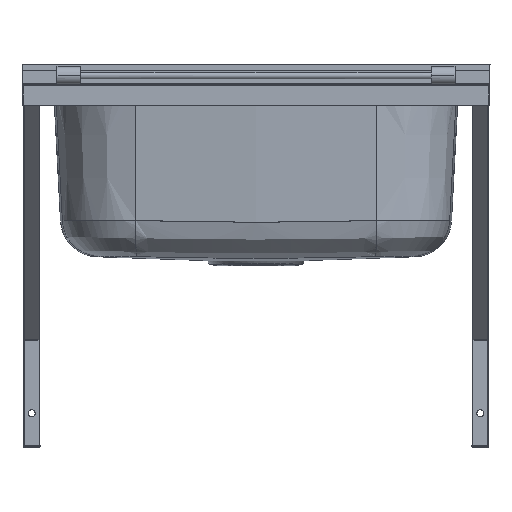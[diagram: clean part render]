
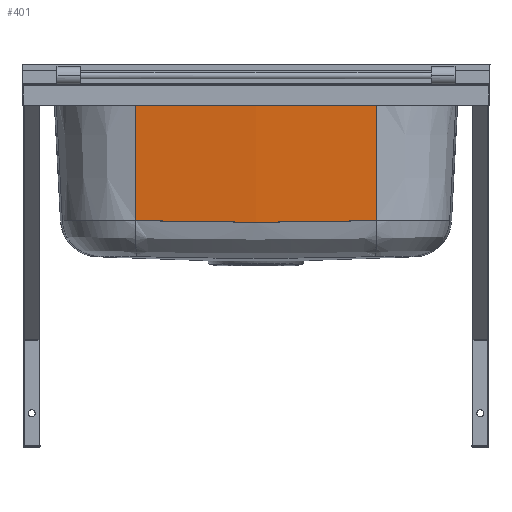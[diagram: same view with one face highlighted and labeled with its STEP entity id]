
A CAD part, front view. The second image highlights one B-rep face of the part: STEP entity #401.
In plain terms, the highlighted free-form (B-spline) face has degree [3, 3] with [6, 4] control points.
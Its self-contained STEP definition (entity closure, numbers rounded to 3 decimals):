
#17=B_SPLINE_SURFACE_WITH_KNOTS('',3,3,((#16178,#16179,#16180,#16181),(#16182,
#16183,#16184,#16185),(#16186,#16187,#16188,#16189),(#16190,#16191,#16192,
#16193),(#16194,#16195,#16196,#16197),(#16198,#16199,#16200,#16201)),
 .UNSPECIFIED.,.F.,.F.,.F.,(4,1,1,4),(4,4),(0.,5.715,291.456,
297.171),(0.,159.833),.UNSPECIFIED.);
#401=ADVANCED_FACE('',(#928),#17,.T.);
#928=FACE_OUTER_BOUND('',#1485,.T.);
#1485=EDGE_LOOP('',(#2930,#2931,#2932,#2933));
#2930=ORIENTED_EDGE('',*,*,#4832,.F.);
#2931=ORIENTED_EDGE('',*,*,#4847,.F.);
#2932=ORIENTED_EDGE('',*,*,#4863,.T.);
#2933=ORIENTED_EDGE('',*,*,#4848,.T.);
#4832=EDGE_CURVE('',#7111,#7112,#6267,.T.);
#4847=EDGE_CURVE('',#7121,#7111,#6277,.T.);
#4848=EDGE_CURVE('',#7122,#7112,#6278,.T.);
#4863=EDGE_CURVE('',#7121,#7122,#6288,.T.);
#6267=B_SPLINE_CURVE_WITH_KNOTS('',3,(#21296,#21297,#21298,#21299,#21300,
#21301),.UNSPECIFIED.,.F.,.F.,(4,1,1,4),(0.,95.213,190.426,
285.639),.UNSPECIFIED.);
#6277=B_SPLINE_CURVE_WITH_KNOTS('',1,(#21422,#21423),.UNSPECIFIED.,.F.,
 .F.,(2,2),(-151.702,0.),.UNSPECIFIED.);
#6278=B_SPLINE_CURVE_WITH_KNOTS('',1,(#21424,#21425),.UNSPECIFIED.,.F.,
 .F.,(2,2),(0.,151.702),.UNSPECIFIED.);
#6288=B_SPLINE_CURVE_WITH_KNOTS('',3,(#21542,#21543,#21544,#21545,#21546,
#21547,#21548,#21549,#21550,#21551,#21552,#21553,#21554,#21555,#21556,#21557,
#21558,#21559,#21560,#21561,#21562,#21563,#21564,#21565,#21566,#21567),
 .UNSPECIFIED.,.F.,.F.,(4,1,1,1,1,1,1,1,1,1,1,1,1,1,1,1,1,1,1,1,1,1,1,4),
(-284.851,-272.466,-260.081,-247.697,
-235.312,-222.927,-210.542,-198.157,
-185.772,-173.388,-161.003,-148.618,
-136.233,-123.848,-111.463,-99.079,
-86.694,-74.309,-61.924,-49.539,-37.154,
-24.77,-12.385,0.),.UNSPECIFIED.);
#7111=VERTEX_POINT('',#20709);
#7112=VERTEX_POINT('',#20710);
#7121=VERTEX_POINT('',#20719);
#7122=VERTEX_POINT('',#20720);
#16178=CARTESIAN_POINT('',(-175933.063,723516.887,-6.247));
#16179=CARTESIAN_POINT('',(-175933.207,723519.671,-59.452));
#16180=CARTESIAN_POINT('',(-175933.35,723522.456,-112.656));
#16181=CARTESIAN_POINT('',(-175933.494,723525.241,-165.861));
#16182=CARTESIAN_POINT('',(-175934.965,723516.789,-6.247));
#16183=CARTESIAN_POINT('',(-175935.106,723519.573,-59.452));
#16184=CARTESIAN_POINT('',(-175935.248,723522.358,-112.656));
#16185=CARTESIAN_POINT('',(-175935.39,723525.143,-165.861));
#16186=CARTESIAN_POINT('',(-176031.953,723511.887,-6.247));
#16187=CARTESIAN_POINT('',(-176032.001,723514.677,-59.452));
#16188=CARTESIAN_POINT('',(-176032.049,723517.466,-112.656));
#16189=CARTESIAN_POINT('',(-176032.097,723520.256,-165.861));
#16190=CARTESIAN_POINT('',(-176131.091,723511.887,-6.247));
#16191=CARTESIAN_POINT('',(-176131.043,723514.677,-59.452));
#16192=CARTESIAN_POINT('',(-176130.995,723517.466,-112.656));
#16193=CARTESIAN_POINT('',(-176130.947,723520.256,-165.861));
#16194=CARTESIAN_POINT('',(-176228.08,723516.789,-6.247));
#16195=CARTESIAN_POINT('',(-176227.938,723519.573,-59.452));
#16196=CARTESIAN_POINT('',(-176227.796,723522.358,-112.656));
#16197=CARTESIAN_POINT('',(-176227.655,723525.143,-165.861));
#16198=CARTESIAN_POINT('',(-176229.981,723516.887,-6.247));
#16199=CARTESIAN_POINT('',(-176229.838,723519.671,-59.452));
#16200=CARTESIAN_POINT('',(-176229.694,723522.456,-112.656));
#16201=CARTESIAN_POINT('',(-176229.551,723525.241,-165.861));
#20709=CARTESIAN_POINT('',(-176224.268,723516.759,-9.317));
#20710=CARTESIAN_POINT('',(-175938.776,723516.759,-9.317));
#20719=CARTESIAN_POINT('',(-176223.875,723524.689,-160.811));
#20720=CARTESIAN_POINT('',(-175939.169,723524.689,-160.811));
#21296=CARTESIAN_POINT('',(-176224.268,723516.759,-9.317));
#21297=CARTESIAN_POINT('',(-176192.573,723515.189,-9.317));
#21298=CARTESIAN_POINT('',(-176129.131,723513.094,-9.317));
#21299=CARTESIAN_POINT('',(-176033.913,723513.094,-9.317));
#21300=CARTESIAN_POINT('',(-175970.471,723515.189,-9.317));
#21301=CARTESIAN_POINT('',(-175938.776,723516.759,-9.317));
#21422=CARTESIAN_POINT('',(-176223.875,723524.689,-160.811));
#21423=CARTESIAN_POINT('',(-176224.268,723516.759,-9.317));
#21424=CARTESIAN_POINT('',(-175939.169,723524.689,-160.811));
#21425=CARTESIAN_POINT('',(-175938.776,723516.759,-9.317));
#21542=CARTESIAN_POINT('',(-176223.875,723524.689,-160.811));
#21543=CARTESIAN_POINT('',(-176218.892,723524.448,-160.929));
#21544=CARTESIAN_POINT('',(-176209.063,723523.999,-161.156));
#21545=CARTESIAN_POINT('',(-176194.613,723523.411,-161.47));
#21546=CARTESIAN_POINT('',(-176180.826,723522.918,-161.746));
#21547=CARTESIAN_POINT('',(-176167.972,723522.517,-161.982));
#21548=CARTESIAN_POINT('',(-176156.053,723522.194,-162.179));
#21549=CARTESIAN_POINT('',(-176144.527,723521.928,-162.347));
#21550=CARTESIAN_POINT('',(-176132.979,723521.706,-162.492));
#21551=CARTESIAN_POINT('',(-176121.425,723521.528,-162.611));
#21552=CARTESIAN_POINT('',(-176109.864,723521.396,-162.701));
#21553=CARTESIAN_POINT('',(-176098.336,723521.309,-162.762));
#21554=CARTESIAN_POINT('',(-176086.855,723521.266,-162.792));
#21555=CARTESIAN_POINT('',(-176075.391,723521.268,-162.791));
#21556=CARTESIAN_POINT('',(-176063.92,723521.313,-162.759));
#21557=CARTESIAN_POINT('',(-176052.414,723521.404,-162.696));
#21558=CARTESIAN_POINT('',(-176040.877,723521.538,-162.604));
#21559=CARTESIAN_POINT('',(-176029.315,723521.719,-162.483));
#21560=CARTESIAN_POINT('',(-176017.803,723521.943,-162.337));
#21561=CARTESIAN_POINT('',(-176006.394,723522.21,-162.169));
#21562=CARTESIAN_POINT('',(-175994.625,723522.53,-161.974));
#21563=CARTESIAN_POINT('',(-175981.965,723522.927,-161.741));
#21564=CARTESIAN_POINT('',(-175968.4,723523.413,-161.469));
#21565=CARTESIAN_POINT('',(-175954.091,723523.994,-161.159));
#21566=CARTESIAN_POINT('',(-175944.209,723524.445,-160.93));
#21567=CARTESIAN_POINT('',(-175939.169,723524.689,-160.811));
